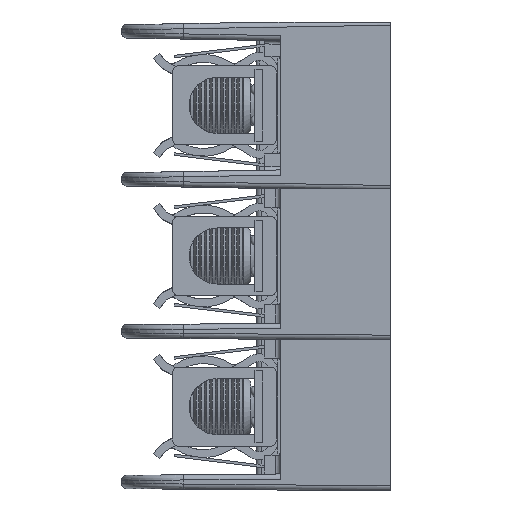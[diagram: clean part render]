
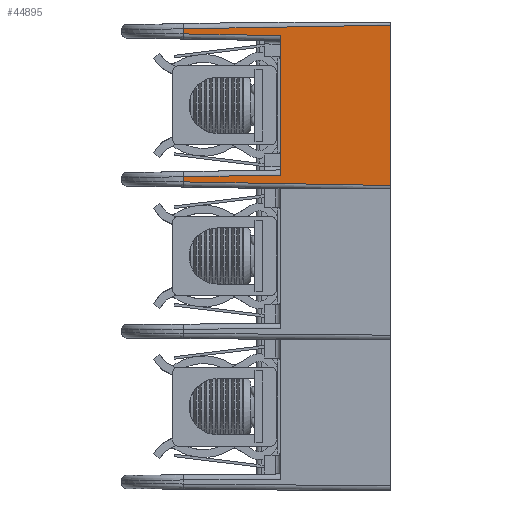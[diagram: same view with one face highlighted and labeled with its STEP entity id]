
A CAD part, left-side view. The second image highlights one B-rep face of the part: STEP entity #44895.
In plain terms, the highlighted planar face has unit normal (-0.999, 0.035, 0).
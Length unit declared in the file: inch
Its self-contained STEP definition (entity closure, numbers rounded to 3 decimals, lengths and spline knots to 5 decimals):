
#4940 = VECTOR ( 'NONE', #103848, 39.37008 ) ;
#5264 = ORIENTED_EDGE ( 'NONE', *, *, #38540, .T. ) ;
#6232 = DIRECTION ( 'NONE',  ( -0.035, -0.999, -0.017 ) ) ;
#8335 = ORIENTED_EDGE ( 'NONE', *, *, #8695, .T. ) ;
#8695 = EDGE_CURVE ( 'NONE', #25732, #135052, #125346, .T. ) ;
#12885 = LINE ( 'NONE', #94185, #73041 ) ;
#14116 = AXIS2_PLACEMENT_3D ( 'NONE', #63722, #142942, #75128 ) ;
#15446 = CARTESIAN_POINT ( 'NONE',  ( -1.52459, 1.20009, 0.44453 ) ) ;
#20255 = VECTOR ( 'NONE', #88357, 39.37008 ) ;
#24157 = CARTESIAN_POINT ( 'NONE',  ( -1.56703, -0.0153, -0.39366 ) ) ;
#25732 = VERTEX_POINT ( 'NONE', #145892 ) ;
#26171 = EDGE_CURVE ( 'NONE', #128666, #144114, #80401, .T. ) ;
#26402 = DIRECTION ( 'NONE',  ( 0.035, 0.999, -0.017 ) ) ;
#29163 = VERTEX_POINT ( 'NONE', #110793 ) ;
#31437 = CARTESIAN_POINT ( 'NONE',  ( -1.5665, 0., 0.484 ) ) ;
#38540 = EDGE_CURVE ( 'NONE', #135052, #128666, #113785, .T. ) ;
#39693 = VECTOR ( 'NONE', #144763, 39.37008 ) ;
#44895 = ADVANCED_FACE ( 'NONE', ( #71463 ), #61308, .T. ) ;
#45033 = EDGE_CURVE ( 'NONE', #108105, #29163, #103371, .T. ) ;
#47991 = ORIENTED_EDGE ( 'NONE', *, *, #26171, .T. ) ;
#48541 = VECTOR ( 'NONE', #62544, 39.37008 ) ;
#51931 = ORIENTED_EDGE ( 'NONE', *, *, #134674, .T. ) ;
#58111 = DIRECTION ( 'NONE',  ( 0., 0., -1. ) ) ;
#61308 = PLANE ( 'NONE',  #14116 ) ;
#62544 = DIRECTION ( 'NONE',  ( 0., 0., -1. ) ) ;
#62924 = EDGE_CURVE ( 'NONE', #29163, #25732, #73704, .T. ) ;
#63012 = CARTESIAN_POINT ( 'NONE',  ( -1.52459, 1.20009, 0.484 ) ) ;
#63722 = CARTESIAN_POINT ( 'NONE',  ( -1.5665, 0., 0.484 ) ) ;
#63771 = ORIENTED_EDGE ( 'NONE', *, *, #45033, .T. ) ;
#69766 = LINE ( 'NONE', #31437, #39693 ) ;
#71463 = FACE_OUTER_BOUND ( 'NONE', #121472, .T. ) ;
#73041 = VECTOR ( 'NONE', #26402, 39.37008 ) ;
#73704 = LINE ( 'NONE', #125910, #133906 ) ;
#75128 = DIRECTION ( 'NONE',  ( -0.035, -0.999, 0. ) ) ;
#75537 = EDGE_CURVE ( 'NONE', #144114, #146126, #69766, .T. ) ;
#76294 = ORIENTED_EDGE ( 'NONE', *, *, #111572, .T. ) ;
#79858 = CARTESIAN_POINT ( 'NONE',  ( -1.5665, 0., -0.46548 ) ) ;
#80401 = LINE ( 'NONE', #133393, #20255 ) ;
#82392 = CARTESIAN_POINT ( 'NONE',  ( -1.52459, 1.20009, 0.484 ) ) ;
#88357 = DIRECTION ( 'NONE',  ( -0.035, -0.999, -0.017 ) ) ;
#93818 = DIRECTION ( 'NONE',  ( 0., 0., -1. ) ) ;
#94185 = CARTESIAN_POINT ( 'NONE',  ( -1.56651, -0.00032, 0.46549 ) ) ;
#98696 = CARTESIAN_POINT ( 'NONE',  ( -1.52459, 1.20009, -0.44453 ) ) ;
#99083 = ORIENTED_EDGE ( 'NONE', *, *, #75537, .T. ) ;
#103371 = LINE ( 'NONE', #107755, #129864 ) ;
#103848 = DIRECTION ( 'NONE',  ( 0.035, 0.999, -0.017 ) ) ;
#107755 = CARTESIAN_POINT ( 'NONE',  ( -1.56645, 0.00157, 0.39395 ) ) ;
#108105 = VERTEX_POINT ( 'NONE', #117558 ) ;
#110218 = VECTOR ( 'NONE', #93818, 39.37008 ) ;
#110793 = CARTESIAN_POINT ( 'NONE',  ( -1.54415, 0.64, 0.4051 ) ) ;
#111572 = EDGE_CURVE ( 'NONE', #138349, #108105, #138815, .T. ) ;
#113785 = LINE ( 'NONE', #82392, #110218 ) ;
#117558 = CARTESIAN_POINT ( 'NONE',  ( -1.52459, 1.20009, 0.41487 ) ) ;
#121472 = EDGE_LOOP ( 'NONE', ( #5264, #47991, #99083, #51931, #76294, #63771, #138384, #8335 ) ) ;
#125346 = LINE ( 'NONE', #24157, #4940 ) ;
#125685 = CARTESIAN_POINT ( 'NONE',  ( -1.52459, 1.20009, -0.41487 ) ) ;
#125910 = CARTESIAN_POINT ( 'NONE',  ( -1.54415, 0.64, 0.484 ) ) ;
#128666 = VERTEX_POINT ( 'NONE', #98696 ) ;
#129864 = VECTOR ( 'NONE', #6232, 39.37008 ) ;
#133393 = CARTESIAN_POINT ( 'NONE',  ( -1.56592, 0.01655, -0.46519 ) ) ;
#133906 = VECTOR ( 'NONE', #58111, 39.37008 ) ;
#134674 = EDGE_CURVE ( 'NONE', #146126, #138349, #12885, .T. ) ;
#135052 = VERTEX_POINT ( 'NONE', #125685 ) ;
#135658 = CARTESIAN_POINT ( 'NONE',  ( -1.5665, 0., 0.46548 ) ) ;
#138349 = VERTEX_POINT ( 'NONE', #15446 ) ;
#138384 = ORIENTED_EDGE ( 'NONE', *, *, #62924, .T. ) ;
#138815 = LINE ( 'NONE', #63012, #48541 ) ;
#142942 = DIRECTION ( 'NONE',  ( -0.999, 0.035, 0. ) ) ;
#144114 = VERTEX_POINT ( 'NONE', #79858 ) ;
#144763 = DIRECTION ( 'NONE',  ( 0., 0., 1. ) ) ;
#145892 = CARTESIAN_POINT ( 'NONE',  ( -1.54415, 0.64, -0.4051 ) ) ;
#146126 = VERTEX_POINT ( 'NONE', #135658 ) ;
